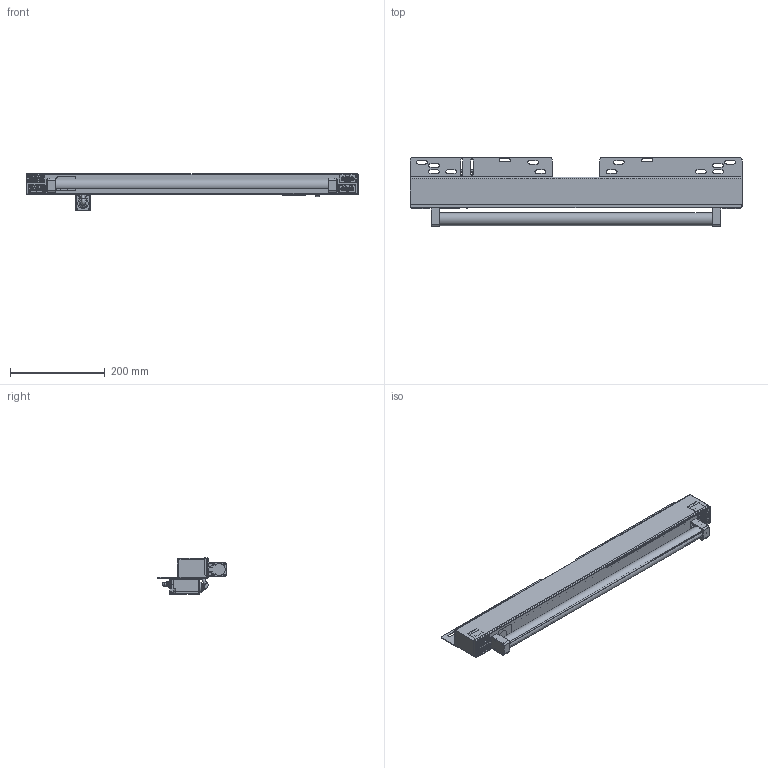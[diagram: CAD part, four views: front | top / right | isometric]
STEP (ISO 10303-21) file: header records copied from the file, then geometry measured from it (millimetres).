
FILE_DESCRIPTION(/* description */ (''),/* implementation_level */ '2;1');
FILE_NAME(/* name */ '01-040-00064_ZSB-LL18-SK-R-LED.stp',/* time_stamp */ '2016-05-05T10:02:03+02:00',/* author */ ('tp'),/* organization */ (''),/* preprocessor_version */ 'ST-DEVELOPER v15.2',/* originating_system */ 'Autodesk Inventor 2014',/* authorisation */ '');
FILE_SCHEMA (('AUTOMOTIVE_DESIGN { 1 0 10303 214 3 1 1 }'));
Products named in the file (1): 01-040-00064_ZSB-LL18-SK-R-LED_Shrinkwrap_1
Bounding box: 700 x 145 x 76.3 mm (x, y, z)
Surface area: 566955.7 mm2 (no closed solid volume)
Topology: 0 solids, 20 shells, 3667 faces, 10170 edges, 6531 vertices
Faces by surface type: plane 2655, cylinder 771, bspline 116, cone 99, sphere 22, torus 4
Full cylindrical faces by diameter (mm): 1.9 x4, 2 x13, 2.4 x8, 3 x2, 3.242 x2, 3.5 x4, 4 x2, 4.3 x8, 5.9 x6, 7 x2, 11.2 x1, 23 x1, 27.2 x2, 50 x1
Entity records: 125019 total; most frequent: CARTESIAN_POINT 26957, ORIENTED_EDGE 19904, DIRECTION 18870, EDGE_CURVE 10052, LINE 7968, VECTOR 7968, VERTEX_POINT 6519, AXIS2_PLACEMENT_3D 5451
